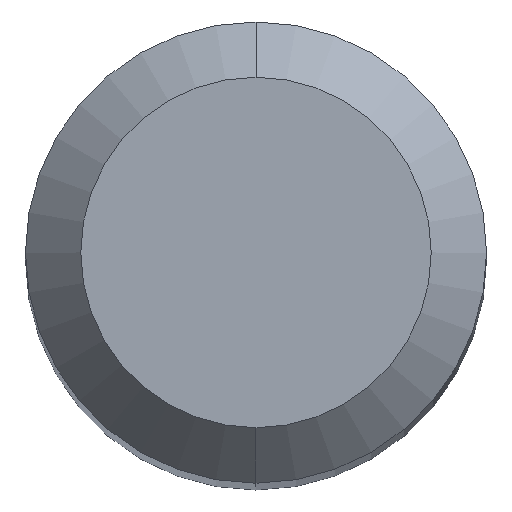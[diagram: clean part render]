
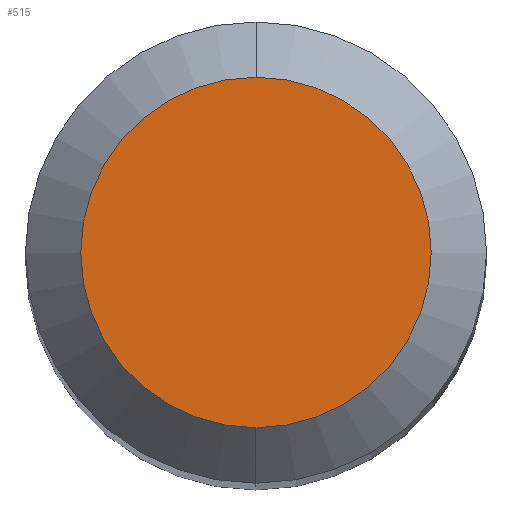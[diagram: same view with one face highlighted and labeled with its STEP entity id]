
A CAD part, top view. The second image highlights one B-rep face of the part: STEP entity #515.
In plain terms, the highlighted planar face has unit normal (0, 0, 1).
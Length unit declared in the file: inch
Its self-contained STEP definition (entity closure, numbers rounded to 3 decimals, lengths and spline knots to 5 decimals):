
#27 = EDGE_CURVE ( 'NONE', #559, #245, #460, .T. ) ;
#29 = DIRECTION ( 'NONE',  ( 0., 0., -1. ) ) ;
#30 = CIRCLE ( 'NONE', #155, 0.0475 ) ;
#64 = CARTESIAN_POINT ( 'NONE',  ( 0., -0.0475, 0. ) ) ;
#155 = AXIS2_PLACEMENT_3D ( 'NONE', #550, #423, #335 ) ;
#175 = ORIENTED_EDGE ( 'NONE', *, *, #436, .T. ) ;
#224 = AXIS2_PLACEMENT_3D ( 'NONE', #543, #29, #427 ) ;
#245 = VERTEX_POINT ( 'NONE', #544 ) ;
#262 = PLANE ( 'NONE',  #224 ) ;
#284 = DIRECTION ( 'NONE',  ( 0., -1., 0. ) ) ;
#290 = AXIS2_PLACEMENT_3D ( 'NONE', #327, #412, #284 ) ;
#327 = CARTESIAN_POINT ( 'NONE',  ( 0., 0., 0. ) ) ;
#335 = DIRECTION ( 'NONE',  ( 0., -1., 0. ) ) ;
#342 = ORIENTED_EDGE ( 'NONE', *, *, #27, .T. ) ;
#412 = DIRECTION ( 'NONE',  ( 0., 0., 1. ) ) ;
#423 = DIRECTION ( 'NONE',  ( 0., 0., 1. ) ) ;
#427 = DIRECTION ( 'NONE',  ( 0., 1., 0. ) ) ;
#436 = EDGE_CURVE ( 'NONE', #245, #559, #30, .T. ) ;
#460 = CIRCLE ( 'NONE', #290, 0.0475 ) ;
#465 = EDGE_LOOP ( 'NONE', ( #175, #342 ) ) ;
#515 = ADVANCED_FACE ( 'NONE', ( #556 ), #262, .F. ) ;
#543 = CARTESIAN_POINT ( 'NONE',  ( 0., 0.0475, 0. ) ) ;
#544 = CARTESIAN_POINT ( 'NONE',  ( 0., 0.0475, 0. ) ) ;
#550 = CARTESIAN_POINT ( 'NONE',  ( 0., 0., 0. ) ) ;
#556 = FACE_OUTER_BOUND ( 'NONE', #465, .T. ) ;
#559 = VERTEX_POINT ( 'NONE', #64 ) ;
